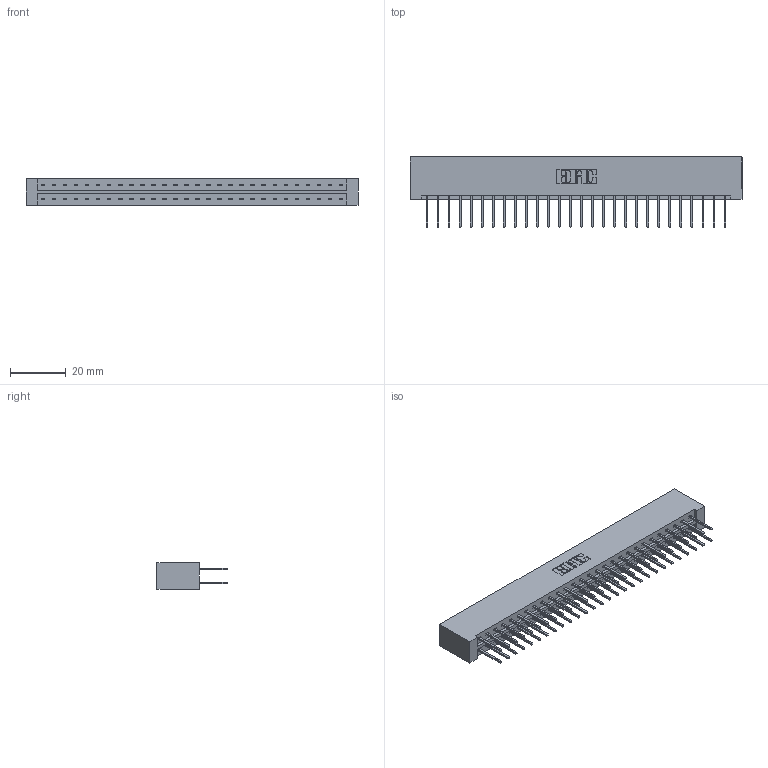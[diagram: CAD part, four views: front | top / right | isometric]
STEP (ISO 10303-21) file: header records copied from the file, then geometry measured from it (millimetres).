
FILE_DESCRIPTION (( 'STEP AP203' ), '1' );
FILE_NAME ('833-056-523-201.STEP', '2020-06-04T22:21:53', ( '' ), ( '' ), 'SwSTEP 2.0', 'SolidWorks 2020', '' );
FILE_SCHEMA (( 'CONFIG_CONTROL_DESIGN' ));
Length unit declared in the file: inch
Products named in the file (3): 833 Part_Lugless; 833-056-523-201; 345-292-001_345-293-123
Assembly tree (57 placements, depth 2):
  833-056-523-201
    833 Part_Lugless
    345-292-001_345-293-123  x56
Bounding box: 119.2 x 25.15 x 9.4 mm (x, y, z)
Volume: 12786 mm3; surface area: 15533.4 mm2
Topology: 57 solids, 57 shells, 3018 faces, 8967 edges, 5902 vertices
Faces by surface type: plane 2082, cylinder 936
Entity records: 19565 total; most frequent: CARTESIAN_POINT 3258, ORIENTED_EDGE 3194, DIRECTION 2801, EDGE_CURVE 1597, LINE 1477, VECTOR 1477, VERTEX_POINT 1062, AXIS2_PLACEMENT_3D 662
